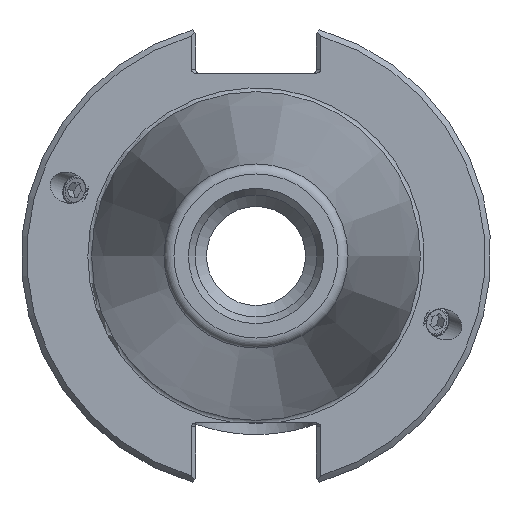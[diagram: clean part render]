
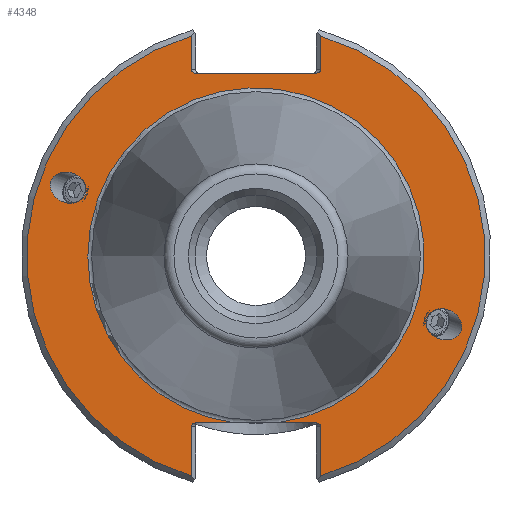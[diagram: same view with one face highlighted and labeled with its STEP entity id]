
A CAD part, left-side view. The second image highlights one B-rep face of the part: STEP entity #4348.
In plain terms, the highlighted planar face has unit normal (-1, 0, 0).
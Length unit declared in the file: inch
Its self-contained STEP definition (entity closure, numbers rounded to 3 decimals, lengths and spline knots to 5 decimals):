
#797=CARTESIAN_POINT('',(0.125,-1.09124,-0.39718));
#798=VERTEX_POINT('',#797);
#799=CARTESIAN_POINT('',(0.125,-0.99889,-0.36357));
#800=DIRECTION('',(1.0,0.,0.));
#801=DIRECTION('',(0.,0.94,0.342));
#802=AXIS2_PLACEMENT_3D('',#799,#800,#801);
#803=ELLIPSE('',#802,0.09827,0.0805);
#804=EDGE_CURVE('',#798,#798,#803,.T.);
#1134=CARTESIAN_POINT('',(0.125,1.09124,0.39718));
#1135=VERTEX_POINT('',#1134);
#1136=CARTESIAN_POINT('',(0.125,0.99889,0.36357));
#1137=DIRECTION('',(1.0,0.,0.));
#1138=DIRECTION('',(0.,-0.94,-0.342));
#1139=AXIS2_PLACEMENT_3D('',#1136,#1137,#1138);
#1140=ELLIPSE('',#1139,0.09827,0.0805);
#1141=EDGE_CURVE('',#1135,#1135,#1140,.T.);
#1286=CARTESIAN_POINT('',(0.125,0.32,-0.88814));
#1287=VERTEX_POINT('',#1286);
#1295=CARTESIAN_POINT('',(0.125,0.345,-0.908));
#1296=VERTEX_POINT('',#1295);
#1297=CARTESIAN_POINT('',(0.125,0.31672,-0.908));
#1298=DIRECTION('',(-1.0,0.0,0.0));
#1299=DIRECTION('',(0.0,1.0,0.0));
#1300=AXIS2_PLACEMENT_3D('',#1297,#1298,#1299);
#1301=ELLIPSE('',#1300,0.02828,0.02);
#1302=EDGE_CURVE('',#1287,#1296,#1301,.T.);
#1416=CARTESIAN_POINT('',(0.125,-0.32,-0.888));
#1417=VERTEX_POINT('',#1416);
#1418=CARTESIAN_POINT('',(0.125,-0.11172,-0.888));
#1419=VERTEX_POINT('',#1418);
#1420=CARTESIAN_POINT('',(0.125,-0.32,-0.888));
#1421=DIRECTION('',(0.0,1.0,0.0));
#1422=VECTOR('',#1421,0.20828);
#1423=LINE('',#1420,#1422);
#1424=EDGE_CURVE('',#1417,#1419,#1423,.T.);
#1426=CARTESIAN_POINT('',(0.125,0.11172,-0.888));
#1427=VERTEX_POINT('',#1426);
#1442=CARTESIAN_POINT('',(0.125,0.32,-0.888));
#1443=VERTEX_POINT('',#1442);
#1444=CARTESIAN_POINT('',(0.125,0.11172,-0.888));
#1445=DIRECTION('',(0.0,1.0,0.0));
#1446=VECTOR('',#1445,0.20828);
#1447=LINE('',#1444,#1446);
#1448=EDGE_CURVE('',#1427,#1443,#1447,.T.);
#1975=CARTESIAN_POINT('',(0.125,-0.32,-0.88814));
#1976=VERTEX_POINT('',#1975);
#1984=CARTESIAN_POINT('',(0.125,-0.32,-0.888));
#1985=DIRECTION('',(0.0,0.0,-1.0));
#1986=VECTOR('',#1985,0.00014);
#1987=LINE('',#1984,#1986);
#1988=EDGE_CURVE('',#1417,#1976,#1987,.T.);
#2444=CARTESIAN_POINT('',(0.125,0.32,-0.88814));
#2445=DIRECTION('',(0.0,0.0,1.0));
#2446=VECTOR('',#2445,0.00014);
#2447=LINE('',#2444,#2446);
#2448=EDGE_CURVE('',#1287,#1443,#2447,.T.);
#3669=CARTESIAN_POINT('',(0.125,0.345,0.992));
#3670=VERTEX_POINT('',#3669);
#3677=CARTESIAN_POINT('',(0.125,0.31672,0.972));
#3678=VERTEX_POINT('',#3677);
#3679=CARTESIAN_POINT('',(0.125,0.31672,0.992));
#3680=DIRECTION('',(-1.0,0.0,0.0));
#3681=DIRECTION('',(0.0,1.0,0.0));
#3682=AXIS2_PLACEMENT_3D('',#3679,#3680,#3681);
#3683=ELLIPSE('',#3682,0.02828,0.02);
#3684=EDGE_CURVE('',#3670,#3678,#3683,.T.);
#3759=CARTESIAN_POINT('',(0.125,0.345,1.1702));
#3760=VERTEX_POINT('',#3759);
#3767=CARTESIAN_POINT('',(0.125,0.345,1.1702));
#3768=DIRECTION('',(0.0,0.0,-1.0));
#3769=VECTOR('',#3768,0.1782);
#3770=LINE('',#3767,#3769);
#3771=EDGE_CURVE('',#3760,#3670,#3770,.T.);
#3854=CARTESIAN_POINT('',(0.125,-0.31672,0.972));
#3855=VERTEX_POINT('',#3854);
#3862=CARTESIAN_POINT('',(0.125,-0.345,0.992));
#3863=VERTEX_POINT('',#3862);
#3864=CARTESIAN_POINT('',(0.125,-0.31672,0.992));
#3865=DIRECTION('',(-1.0,0.0,0.0));
#3866=DIRECTION('',(0.0,-1.0,0.0));
#3867=AXIS2_PLACEMENT_3D('',#3864,#3865,#3866);
#3868=ELLIPSE('',#3867,0.02828,0.02);
#3869=EDGE_CURVE('',#3855,#3863,#3868,.T.);
#3912=CARTESIAN_POINT('',(0.125,-0.345,1.1702));
#3913=VERTEX_POINT('',#3912);
#3914=CARTESIAN_POINT('',(0.125,-0.345,0.992));
#3915=DIRECTION('',(0.0,0.0,1.0));
#3916=VECTOR('',#3915,0.1782);
#3917=LINE('',#3914,#3916);
#3918=EDGE_CURVE('',#3863,#3913,#3917,.T.);
#3937=CARTESIAN_POINT('',(0.125,-0.345,-0.908));
#3938=VERTEX_POINT('',#3937);
#3945=CARTESIAN_POINT('',(0.125,-0.31672,-0.908));
#3946=DIRECTION('',(-1.0,0.0,0.0));
#3947=DIRECTION('',(0.0,-1.0,0.0));
#3948=AXIS2_PLACEMENT_3D('',#3945,#3946,#3947);
#3949=ELLIPSE('',#3948,0.02828,0.02);
#3950=EDGE_CURVE('',#3938,#1976,#3949,.T.);
#3989=CARTESIAN_POINT('',(0.125,-0.345,-1.1702));
#3990=VERTEX_POINT('',#3989);
#3997=CARTESIAN_POINT('',(0.125,-0.345,-1.1702));
#3998=DIRECTION('',(0.0,0.0,1.0));
#3999=VECTOR('',#3998,0.2622);
#4000=LINE('',#3997,#3999);
#4001=EDGE_CURVE('',#3990,#3938,#4000,.T.);
#4057=CARTESIAN_POINT('',(0.125,0.345,-1.1702));
#4058=VERTEX_POINT('',#4057);
#4059=CARTESIAN_POINT('',(0.125,0.345,-0.908));
#4060=DIRECTION('',(0.0,0.0,-1.0));
#4061=VECTOR('',#4060,0.2622);
#4062=LINE('',#4059,#4061);
#4063=EDGE_CURVE('',#1296,#4058,#4062,.T.);
#4130=CARTESIAN_POINT('',(0.125,0.31672,0.972));
#4131=DIRECTION('',(0.0,-1.0,0.0));
#4132=VECTOR('',#4131,0.63343);
#4133=LINE('',#4130,#4132);
#4134=EDGE_CURVE('',#3678,#3855,#4133,.T.);
#4286=CARTESIAN_POINT('',(0.125,0.,0.0));
#4287=DIRECTION('',(-1.0,0.0,0.0));
#4288=DIRECTION('',(0.0,-1.0,0.0));
#4289=AXIS2_PLACEMENT_3D('',#4286,#4287,#4288);
#4290=CIRCLE('',#4289,0.895);
#4291=EDGE_CURVE('',#1419,#1427,#4290,.T.);
#4307=CARTESIAN_POINT('',(0.125,1.0625,0.0));
#4308=DIRECTION('',(-1.0,0.0,0.0));
#4309=DIRECTION('',(0.0,0.0,1.0));
#4310=AXIS2_PLACEMENT_3D('',#4307,#4308,#4309);
#4311=PLANE('',#4310);
#4312=ORIENTED_EDGE('',*,*,#1988,.T.);
#4313=ORIENTED_EDGE('',*,*,#3950,.F.);
#4314=ORIENTED_EDGE('',*,*,#4001,.F.);
#4315=CARTESIAN_POINT('',(0.125,0.,0.0));
#4316=DIRECTION('',(1.0,0.0,0.0));
#4317=DIRECTION('',(0.0,-1.0,0.0));
#4318=AXIS2_PLACEMENT_3D('',#4315,#4316,#4317);
#4319=CIRCLE('',#4318,1.22);
#4320=EDGE_CURVE('',#3913,#3990,#4319,.T.);
#4321=ORIENTED_EDGE('',*,*,#4320,.F.);
#4322=ORIENTED_EDGE('',*,*,#3918,.F.);
#4323=ORIENTED_EDGE('',*,*,#3869,.F.);
#4324=ORIENTED_EDGE('',*,*,#4134,.F.);
#4325=ORIENTED_EDGE('',*,*,#3684,.F.);
#4326=ORIENTED_EDGE('',*,*,#3771,.F.);
#4327=CARTESIAN_POINT('',(0.125,0.,0.0));
#4328=DIRECTION('',(1.0,0.0,0.0));
#4329=DIRECTION('',(0.0,1.0,0.0));
#4330=AXIS2_PLACEMENT_3D('',#4327,#4328,#4329);
#4331=CIRCLE('',#4330,1.22);
#4332=EDGE_CURVE('',#4058,#3760,#4331,.T.);
#4333=ORIENTED_EDGE('',*,*,#4332,.F.);
#4334=ORIENTED_EDGE('',*,*,#4063,.F.);
#4335=ORIENTED_EDGE('',*,*,#1302,.F.);
#4336=ORIENTED_EDGE('',*,*,#2448,.T.);
#4337=ORIENTED_EDGE('',*,*,#1448,.F.);
#4338=ORIENTED_EDGE('',*,*,#4291,.F.);
#4339=ORIENTED_EDGE('',*,*,#1424,.F.);
#4340=EDGE_LOOP('',(#4312,#4313,#4314,#4321,#4322,#4323,#4324,#4325,#4326,#4333,#4334,#4335,#4336,#4337,#4338,#4339));
#4341=FACE_OUTER_BOUND('',#4340,.T.);
#4342=ORIENTED_EDGE('',*,*,#804,.T.);
#4343=EDGE_LOOP('',(#4342));
#4344=FACE_BOUND('',#4343,.T.);
#4345=ORIENTED_EDGE('',*,*,#1141,.T.);
#4346=EDGE_LOOP('',(#4345));
#4347=FACE_BOUND('',#4346,.T.);
#4348=ADVANCED_FACE('',(#4341,#4344,#4347),#4311,.T.);
